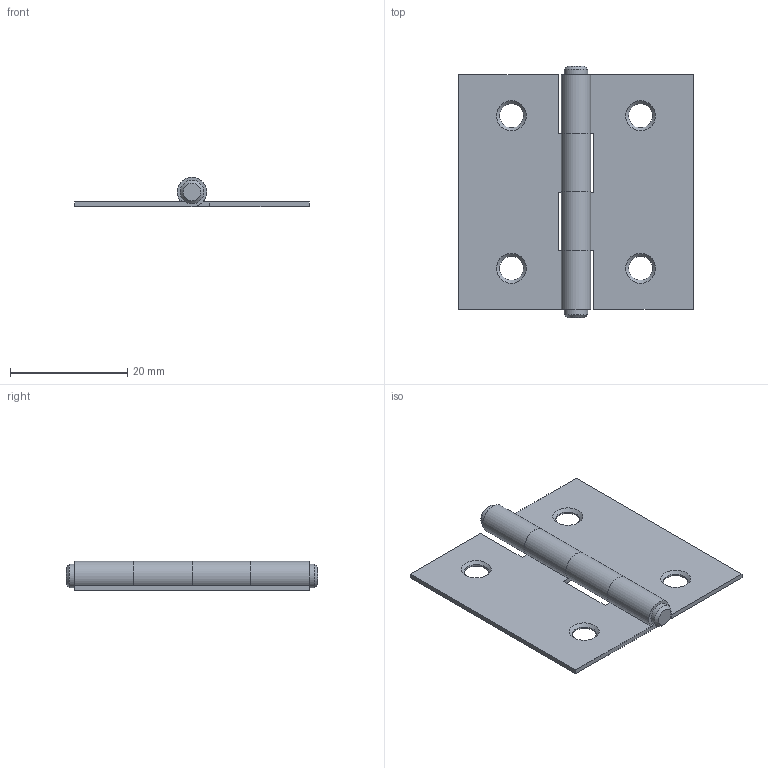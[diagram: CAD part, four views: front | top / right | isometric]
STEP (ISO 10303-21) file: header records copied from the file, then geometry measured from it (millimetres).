
FILE_DESCRIPTION (( 'STEP AP203' ), '1' );
FILE_NAME ('451-12.step', '2021-11-25T13:16:20', ( '' ), ( '' ), 'SwSTEP 2.0', 'SolidWorks 2018', '' );
FILE_SCHEMA (( 'CONFIG_CONTROL_DESIGN' ));
Length unit declared in the file: millimetre
Products named in the file (7): 451-12 Teil1; 451-12 Teil3; 451-12 Teil2; 451-12
Assembly tree (3 placements, depth 2):
  451-12
    451-12 Teil1
    451-12 Teil2
    451-12 Teil3
  451-12 Teil3
  451-12 Teil2
  451-12 Teil1
Bounding box: 40 x 42.8 x 5 mm (x, y, z)
Volume: 1893.2 mm3; surface area: 4551.4 mm2
Topology: 3 solids, 3 shells, 224 faces, 592 edges, 394 vertices
Faces by surface type: plane 141, bspline 62, cylinder 15, cone 6
Full cylindrical faces by diameter (mm): 3.4 x1, 4 x2, 4.1 x4
Entity records: 10519 total; most frequent: CARTESIAN_POINT 4778, ORIENTED_EDGE 1150, DIRECTION 825, EDGE_CURVE 575, VECTOR 415, LINE 415, VERTEX_POINT 390, EDGE_LOOP 265
